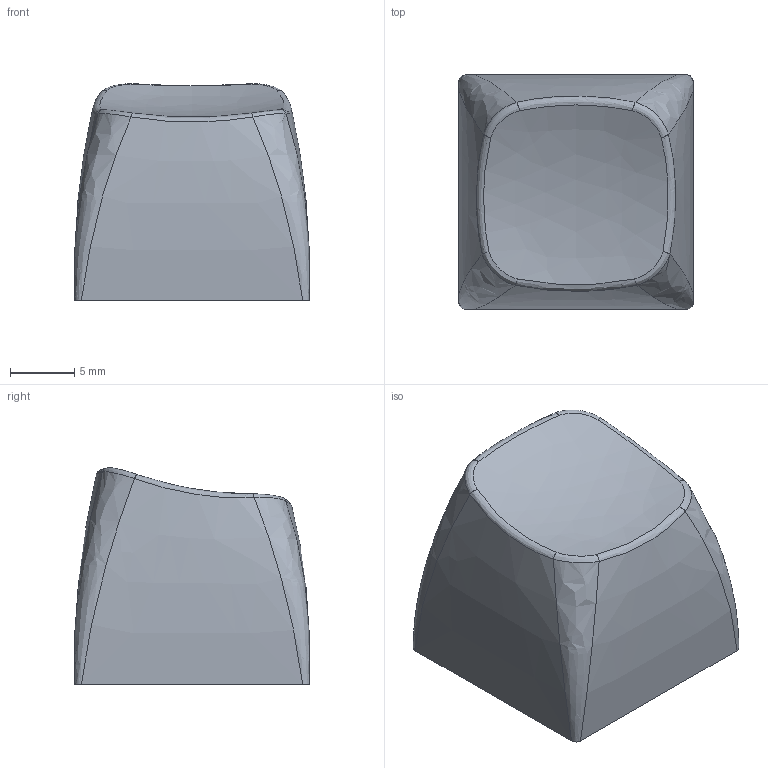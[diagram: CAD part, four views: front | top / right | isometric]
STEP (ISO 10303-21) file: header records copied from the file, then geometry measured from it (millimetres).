
FILE_DESCRIPTION(('Open CASCADE Model'),'2;1');
FILE_NAME('Open CASCADE Shape Model','2022-08-31T14:48:52',('Author'),( 'Open CASCADE'),'Open CASCADE STEP processor 7.5','Open CASCADE 7.5' ,'Unknown');
FILE_SCHEMA(('AUTOMOTIVE_DESIGN { 1 0 10303 214 1 1 1 1 }'));
Length unit declared in the file: millimetre
Products named in the file (1): Open CASCADE STEP translator 7.5 8
Bounding box: 18.23 x 18.23 x 16.82 mm (x, y, z)
Volume: 2400.7 mm3; surface area: 2669.8 mm2
Topology: 1 solids, 1 shells, 69 faces, 180 edges, 110 vertices
Faces by surface type: plane 47, bspline 21, cylinder 1
Full cylindrical faces by diameter (mm): 5.5 x1
Entity records: 7777 total; most frequent: CARTESIAN_POINT 4619, DIRECTION 463, ORIENTED_EDGE 350, PCURVE 350, DEFINITIONAL_REPRESENTATION 350, LINE 341, VECTOR 341, EDGE_CURVE 175
